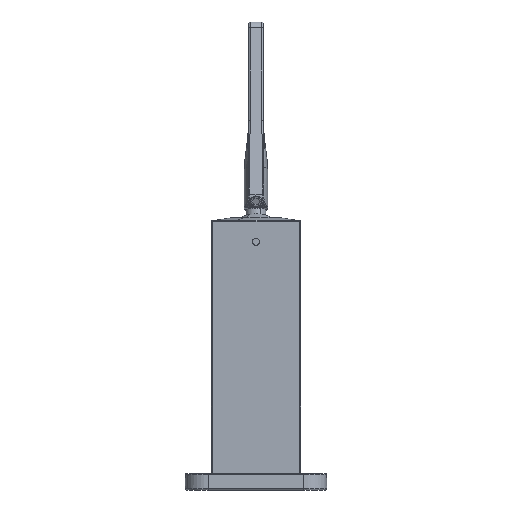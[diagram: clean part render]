
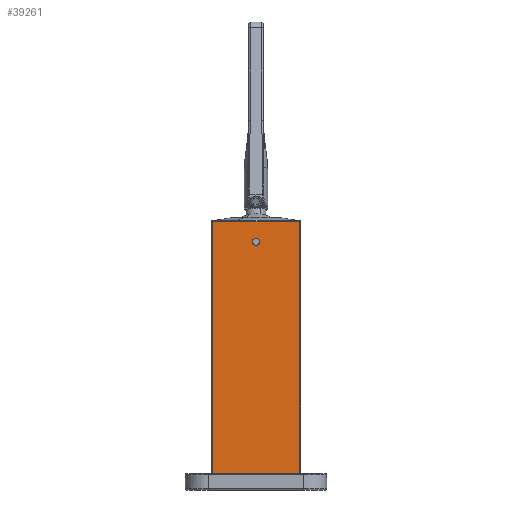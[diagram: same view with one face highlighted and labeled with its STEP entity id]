
A CAD part, left-side view. The second image highlights one B-rep face of the part: STEP entity #39261.
In plain terms, the highlighted planar face has unit normal (-1, 0, 0).
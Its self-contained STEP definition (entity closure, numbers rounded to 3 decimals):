
#28326=CARTESIAN_POINT(' ',(-19.,-18.5,0.));
#28331=DIRECTION(' ',(0.,1.,0.));
#28336=VECTOR(' ',#28331,1.);
#28341=LINE('',#28326,#28336);
#28346=CARTESIAN_POINT(' ',(-19.,-18.5,0.));
#28347=VERTEX_POINT(' ',#28346);
#28351=CARTESIAN_POINT(' ',(-19.,18.5,0.));
#28352=VERTEX_POINT(' ',#28351);
#28356=EDGE_CURVE(' ',#28347,#28352,#28341,.T.);
#28706=CARTESIAN_POINT(' ',(-19.,18.5,0.));
#28711=DIRECTION(' ',(0.,0.,1.));
#28716=VECTOR(' ',#28711,1.);
#28721=LINE('',#28706,#28716);
#28726=CARTESIAN_POINT(' ',(-19.,18.5,107.5));
#28727=VERTEX_POINT(' ',#28726);
#28731=EDGE_CURVE(' ',#28352,#28727,#28721,.T.);
#38986=CARTESIAN_POINT(' ',(-19.,-18.5,107.5));
#38987=VERTEX_POINT(' ',#38986);
#39001=CARTESIAN_POINT(' ',(-19.,-18.5,0.));
#39006=DIRECTION(' ',(0.,0.,1.));
#39011=VECTOR(' ',#39006,1.);
#39016=LINE('',#39001,#39011);
#39021=EDGE_CURVE(' ',#28347,#38987,#39016,.T.);
#39056=DIRECTION(' ',(-1.,0.,0.));
#39061=CARTESIAN_POINT(' ',(-19.,-18.5,0.));
#39066=DIRECTION(' ',(0.,0.,1.));
#39071=AXIS2_PLACEMENT_3D(' ',#39061,#39056,#39066);
#39076=PLANE('',#39071);
#39081=CARTESIAN_POINT(' ',(-19.,-18.5,107.5));
#39086=DIRECTION(' ',(0.,1.,0.));
#39091=VECTOR(' ',#39086,1.);
#39096=LINE('',#39081,#39091);
#39101=CARTESIAN_POINT(' ',(-19.,0.,107.5));
#39102=VERTEX_POINT(' ',#39101);
#39106=EDGE_CURVE(' ',#38987,#39102,#39096,.T.);
#39111=ORIENTED_EDGE(' ',*,*,#39106,.T.);
#39116=CARTESIAN_POINT(' ',(-19.,0.,107.5));
#39121=DIRECTION(' ',(0.,1.,0.));
#39126=VECTOR(' ',#39121,1.);
#39131=LINE('',#39116,#39126);
#39136=EDGE_CURVE(' ',#39102,#28727,#39131,.T.);
#39141=ORIENTED_EDGE(' ',*,*,#39136,.T.);
#39146=ORIENTED_EDGE(' ',*,*,#28731,.F.);
#39151=ORIENTED_EDGE(' ',*,*,#28356,.F.);
#39156=ORIENTED_EDGE(' ',*,*,#39021,.T.);
#39161=EDGE_LOOP(' ',(#39111,#39141,#39146,#39151,#39156));
#39166=FACE_OUTER_BOUND(' ',#39161,.T.);
#39171=CARTESIAN_POINT(' ',(-19.,0.,98.8));
#39176=DIRECTION(' ',(-1.,0.,0.));
#39181=DIRECTION(' ',(0.,-0.479,-0.878));
#39186=AXIS2_PLACEMENT_3D(' ',#39171,#39176,#39181);
#39191=CIRCLE('',#39186,1.5);
#39196=CARTESIAN_POINT(' ',(-19.,-0.719,97.484));
#39197=VERTEX_POINT(' ',#39196);
#39201=CARTESIAN_POINT(' ',(-19.,0.719,100.116));
#39202=VERTEX_POINT(' ',#39201);
#39206=EDGE_CURVE(' ',#39197,#39202,#39191,.T.);
#39211=ORIENTED_EDGE(' ',*,*,#39206,.F.);
#39216=CARTESIAN_POINT(' ',(-19.,0.,98.8));
#39221=DIRECTION(' ',(-1.,-0.,0.));
#39226=DIRECTION(' ',(0.,0.479,0.878));
#39231=AXIS2_PLACEMENT_3D(' ',#39216,#39221,#39226);
#39236=CIRCLE('',#39231,1.5);
#39241=EDGE_CURVE(' ',#39202,#39197,#39236,.T.);
#39246=ORIENTED_EDGE(' ',*,*,#39241,.F.);
#39251=EDGE_LOOP(' ',(#39211,#39246));
#39256=FACE_BOUND(' ',#39251,.T.);
#39261=ADVANCED_FACE('',(#39166,#39256),#39076,.T.);
